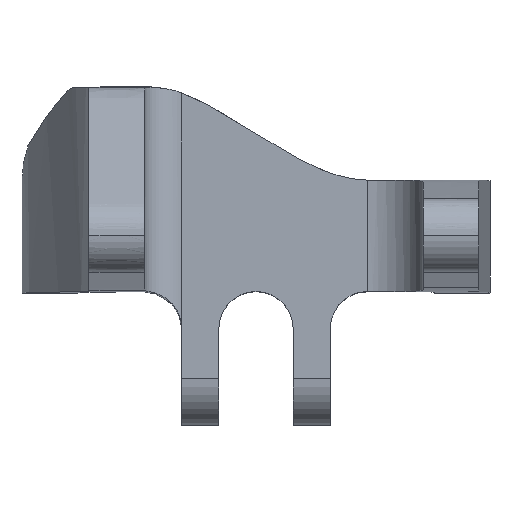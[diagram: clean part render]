
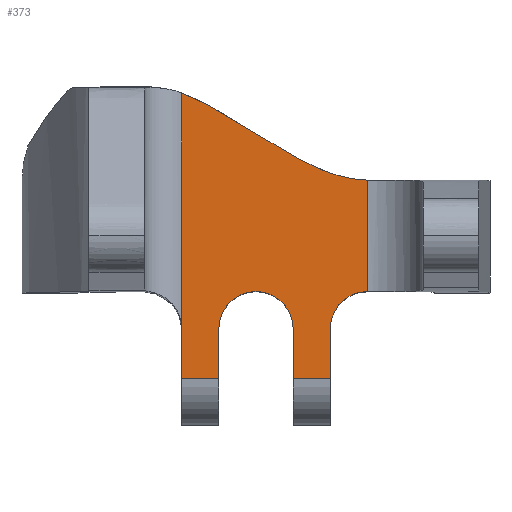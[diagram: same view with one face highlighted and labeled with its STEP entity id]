
A CAD part, top view. The second image highlights one B-rep face of the part: STEP entity #373.
In plain terms, the highlighted planar face has unit normal (0, 0, -1).
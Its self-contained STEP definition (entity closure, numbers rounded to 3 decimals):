
#9 = CARTESIAN_POINT ( 'NONE',  ( -40., 77.04, -119.2 ) ) ;
#85 = AXIS2_PLACEMENT_3D ( 'NONE', #416, #3895, #1414 ) ;
#98 = CARTESIAN_POINT ( 'NONE',  ( -19.84, 67.129, -119.2 ) ) ;
#124 = CARTESIAN_POINT ( 'NONE',  ( 36.546, 35.08, -119.2 ) ) ;
#141 = LINE ( 'NONE', #4071, #1708 ) ;
#255 = ORIENTED_EDGE ( 'NONE', *, *, #1039, .F. ) ;
#256 = EDGE_CURVE ( 'NONE', #3362, #4108, #141, .T. ) ;
#275 = CARTESIAN_POINT ( 'NONE',  ( 60., 30., -119.2 ) ) ;
#373 = ADVANCED_FACE ( 'NONE', ( #4192 ), #1192, .T. ) ;
#416 = CARTESIAN_POINT ( 'NONE',  ( 0., -50., -119.2 ) ) ;
#538 = EDGE_CURVE ( 'NONE', #4594, #4108, #1548, .T. ) ;
#547 = CARTESIAN_POINT ( 'NONE',  ( -40., 77.04, -119.2 ) ) ;
#549 = CARTESIAN_POINT ( 'NONE',  ( -20., -50., -119.2 ) ) ;
#611 = CARTESIAN_POINT ( 'NONE',  ( -40., 77.04, -119.2 ) ) ;
#628 = CARTESIAN_POINT ( 'NONE',  ( -13.873, 63.571, -119.2 ) ) ;
#634 = CARTESIAN_POINT ( 'NONE',  ( -40., -50.026, -119.2 ) ) ;
#737 = CARTESIAN_POINT ( 'NONE',  ( -40., -77., -119.2 ) ) ;
#743 = DIRECTION ( 'NONE',  ( 0., 1., 0. ) ) ;
#775 = CARTESIAN_POINT ( 'NONE',  ( 60., -28.008, -119.2 ) ) ;
#916 = CARTESIAN_POINT ( 'NONE',  ( 60., -30., -119.2 ) ) ;
#1005 = VERTEX_POINT ( 'NONE', #634 ) ;
#1028 = CARTESIAN_POINT ( 'NONE',  ( 34.636, 35.863, -119.2 ) ) ;
#1036 = ORIENTED_EDGE ( 'NONE', *, *, #256, .T. ) ;
#1039 = EDGE_CURVE ( 'NONE', #2511, #2524, #2294, .T. ) ;
#1054 = CARTESIAN_POINT ( 'NONE',  ( -40., 77.04, -119.2 ) ) ;
#1070 = EDGE_CURVE ( 'NONE', #3362, #3581, #1830, .T. ) ;
#1100 = DIRECTION ( 'NONE',  ( 1., 0., 0. ) ) ;
#1120 = CARTESIAN_POINT ( 'NONE',  ( 0.983, 54.386, -119.2 ) ) ;
#1192 = PLANE ( 'NONE',  #6096 ) ;
#1279 = CARTESIAN_POINT ( 'NONE',  ( 0., -50., -119.2 ) ) ;
#1391 = VERTEX_POINT ( 'NONE', #4209 ) ;
#1405 = CARTESIAN_POINT ( 'NONE',  ( 40., -50., -119.2 ) ) ;
#1414 = DIRECTION ( 'NONE',  ( 0., 1., 0. ) ) ;
#1461 = VERTEX_POINT ( 'NONE', #275 ) ;
#1534 = ORIENTED_EDGE ( 'NONE', *, *, #3996, .T. ) ;
#1548 = CIRCLE ( 'NONE', #4835, 20. ) ;
#1601 = DIRECTION ( 'NONE',  ( -1., 0., 0. ) ) ;
#1606 = CARTESIAN_POINT ( 'NONE',  ( 14.491, 46.044, -119.2 ) ) ;
#1635 = LINE ( 'NONE', #2550, #5842 ) ;
#1697 = ORIENTED_EDGE ( 'NONE', *, *, #5211, .T. ) ;
#1708 = VECTOR ( 'NONE', #2099, 1000. ) ;
#1830 = LINE ( 'NONE', #2159, #4373 ) ;
#1958 = LINE ( 'NONE', #6162, #5931 ) ;
#2042 = CARTESIAN_POINT ( 'NONE',  ( 40.55, 33.579, -119.2 ) ) ;
#2099 = DIRECTION ( 'NONE',  ( 0., 1., 0. ) ) ;
#2159 = CARTESIAN_POINT ( 'NONE',  ( 20., -77., -119.2 ) ) ;
#2163 = ORIENTED_EDGE ( 'NONE', *, *, #6164, .F. ) ;
#2216 = VECTOR ( 'NONE', #4309, 1000. ) ;
#2294 = CIRCLE ( 'NONE', #3735, 20. ) ;
#2348 = CARTESIAN_POINT ( 'NONE',  ( -40., -30., -119.2 ) ) ;
#2373 = EDGE_CURVE ( 'NONE', #1391, #4090, #3530, .T. ) ;
#2469 = VECTOR ( 'NONE', #4321, 1000. ) ;
#2493 = CARTESIAN_POINT ( 'NONE',  ( 20., -50., -119.2 ) ) ;
#2511 = VERTEX_POINT ( 'NONE', #1405 ) ;
#2524 = VERTEX_POINT ( 'NONE', #916 ) ;
#2550 = CARTESIAN_POINT ( 'NONE',  ( 40., -30., -119.2 ) ) ;
#2554 = CARTESIAN_POINT ( 'NONE',  ( 52.813, 30.398, -119.2 ) ) ;
#2605 = CARTESIAN_POINT ( 'NONE',  ( 40., -77., -119.2 ) ) ;
#2622 = DIRECTION ( 'NONE',  ( 0., 0., -1. ) ) ;
#2644 = EDGE_CURVE ( 'NONE', #4090, #4594, #5304, .T. ) ;
#2660 = DIRECTION ( 'NONE',  ( 0., 1., 0. ) ) ;
#2760 = B_SPLINE_CURVE_WITH_KNOTS ( 'NONE', 3,
 ( #3541, #3516, #2554, #3567, #2042, #124, #1028, #5517, #3611, #1606, #5566, #1120, #6049, #6142, #628, #98, #3118, #4100, #3591, #4588, #611, #1054, #547, #3032 ),
 .UNSPECIFIED., .F., .F.,
 ( 4, 1, 1, 1, 1, 2, 1, 1, 1, 1, 1, 1, 1, 1, 1, 1, 1, 3, 4 ),
 ( 0., 0.006, 0.012, 0.018, 0.021, 0.024, 0.035, 0.046, 0.057, 0.062, 0.068, 0.073, 0.078, 0.089, 0.095, 0.1, 0.105, 0.111, 0.111 ),
 .UNSPECIFIED. ) ;
#2846 = EDGE_LOOP ( 'NONE', ( #3052, #255, #4062, #4492, #1036, #3157, #3630, #4031, #1697, #1534, #4467, #2163 ) ) ;
#3013 = CARTESIAN_POINT ( 'NONE',  ( -40., -30., -119.2 ) ) ;
#3032 = CARTESIAN_POINT ( 'NONE',  ( -40., 77.04, -119.2 ) ) ;
#3052 = ORIENTED_EDGE ( 'NONE', *, *, #5637, .T. ) ;
#3118 = CARTESIAN_POINT ( 'NONE',  ( -25.879, 70.528, -119.2 ) ) ;
#3157 = ORIENTED_EDGE ( 'NONE', *, *, #538, .F. ) ;
#3162 = VERTEX_POINT ( 'NONE', #9 ) ;
#3274 = EDGE_CURVE ( 'NONE', #1005, #3162, #5258, .T. ) ;
#3358 = DIRECTION ( 'NONE',  ( 0., -1., 0. ) ) ;
#3362 = VERTEX_POINT ( 'NONE', #4843 ) ;
#3364 = DIRECTION ( 'NONE',  ( 0., 1., 0. ) ) ;
#3516 = CARTESIAN_POINT ( 'NONE',  ( 57.611, 30., -119.2 ) ) ;
#3530 = LINE ( 'NONE', #3822, #2216 ) ;
#3536 = DIRECTION ( 'NONE',  ( 0., 1., 0. ) ) ;
#3541 = CARTESIAN_POINT ( 'NONE',  ( 60., 30., -119.2 ) ) ;
#3567 = CARTESIAN_POINT ( 'NONE',  ( 45.903, 31.883, -119.2 ) ) ;
#3581 = VERTEX_POINT ( 'NONE', #2605 ) ;
#3591 = CARTESIAN_POINT ( 'NONE',  ( -35.159, 75.182, -119.2 ) ) ;
#3611 = CARTESIAN_POINT ( 'NONE',  ( 23.844, 40.815, -119.2 ) ) ;
#3630 = ORIENTED_EDGE ( 'NONE', *, *, #2644, .F. ) ;
#3722 = DIRECTION ( 'NONE',  ( 0., 0., -1. ) ) ;
#3735 = AXIS2_PLACEMENT_3D ( 'NONE', #5168, #2622, #2660 ) ;
#3822 = CARTESIAN_POINT ( 'NONE',  ( -20., -53.5, -119.2 ) ) ;
#3895 = DIRECTION ( 'NONE',  ( 0., 0., -1. ) ) ;
#3996 = EDGE_CURVE ( 'NONE', #5657, #1005, #6305, .T. ) ;
#4031 = ORIENTED_EDGE ( 'NONE', *, *, #2373, .F. ) ;
#4044 = DIRECTION ( 'NONE',  ( 0., 1., 0. ) ) ;
#4062 = ORIENTED_EDGE ( 'NONE', *, *, #5048, .F. ) ;
#4071 = CARTESIAN_POINT ( 'NONE',  ( 20., -53.5, -119.2 ) ) ;
#4090 = VERTEX_POINT ( 'NONE', #549 ) ;
#4100 = CARTESIAN_POINT ( 'NONE',  ( -30.472, 72.946, -119.2 ) ) ;
#4108 = VERTEX_POINT ( 'NONE', #2493 ) ;
#4192 = FACE_OUTER_BOUND ( 'NONE', #2846, .T. ) ;
#4209 = CARTESIAN_POINT ( 'NONE',  ( -20., -77., -119.2 ) ) ;
#4256 = DIRECTION ( 'NONE',  ( 0., 0., -1. ) ) ;
#4309 = DIRECTION ( 'NONE',  ( 0., 1., 0. ) ) ;
#4321 = DIRECTION ( 'NONE',  ( 0., 1., 0. ) ) ;
#4373 = VECTOR ( 'NONE', #1100, 1000. ) ;
#4467 = ORIENTED_EDGE ( 'NONE', *, *, #3274, .T. ) ;
#4492 = ORIENTED_EDGE ( 'NONE', *, *, #1070, .F. ) ;
#4575 = VECTOR ( 'NONE', #3358, 1000. ) ;
#4588 = CARTESIAN_POINT ( 'NONE',  ( -38.369, 76.468, -119.2 ) ) ;
#4594 = VERTEX_POINT ( 'NONE', #6300 ) ;
#4720 = CARTESIAN_POINT ( 'NONE',  ( 20., -30., -119.2 ) ) ;
#4835 = AXIS2_PLACEMENT_3D ( 'NONE', #1279, #4256, #3364 ) ;
#4843 = CARTESIAN_POINT ( 'NONE',  ( 20., -77., -119.2 ) ) ;
#4931 = VECTOR ( 'NONE', #4044, 1000. ) ;
#5048 = EDGE_CURVE ( 'NONE', #3581, #2511, #1635, .T. ) ;
#5168 = CARTESIAN_POINT ( 'NONE',  ( 60., -50., -119.2 ) ) ;
#5211 = EDGE_CURVE ( 'NONE', #1391, #5657, #1958, .T. ) ;
#5258 = LINE ( 'NONE', #2348, #2469 ) ;
#5304 = CIRCLE ( 'NONE', #85, 20. ) ;
#5353 = LINE ( 'NONE', #775, #4575 ) ;
#5517 = CARTESIAN_POINT ( 'NONE',  ( 30.358, 37.68, -119.2 ) ) ;
#5566 = CARTESIAN_POINT ( 'NONE',  ( 6.943, 50.653, -119.2 ) ) ;
#5637 = EDGE_CURVE ( 'NONE', #1461, #2524, #5353, .T. ) ;
#5657 = VERTEX_POINT ( 'NONE', #737 ) ;
#5842 = VECTOR ( 'NONE', #3536, 1000. ) ;
#5931 = VECTOR ( 'NONE', #1601, 1000. ) ;
#6049 = CARTESIAN_POINT ( 'NONE',  ( -3.475, 57.172, -119.2 ) ) ;
#6096 = AXIS2_PLACEMENT_3D ( 'NONE', #4720, #3722, #743 ) ;
#6142 = CARTESIAN_POINT ( 'NONE',  ( -7.93, 59.932, -119.2 ) ) ;
#6162 = CARTESIAN_POINT ( 'NONE',  ( -20., -77., -119.2 ) ) ;
#6164 = EDGE_CURVE ( 'NONE', #1461, #3162, #2760, .T. ) ;
#6300 = CARTESIAN_POINT ( 'NONE',  ( 0., -30., -119.2 ) ) ;
#6305 = LINE ( 'NONE', #3013, #4931 ) ;
